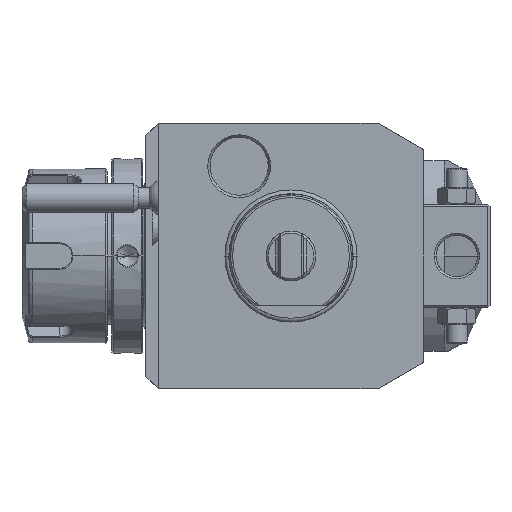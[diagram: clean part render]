
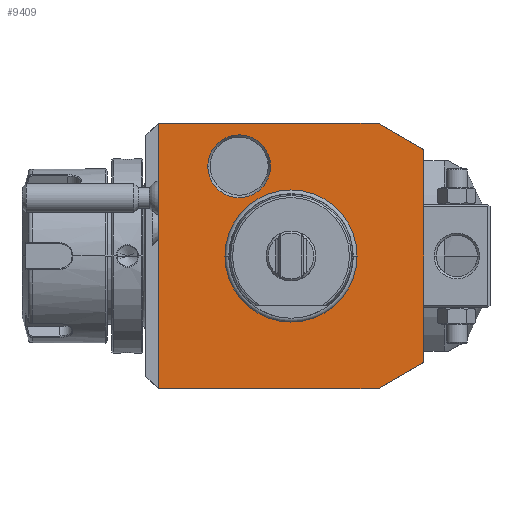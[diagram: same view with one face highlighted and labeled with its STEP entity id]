
A CAD part, front view. The second image highlights one B-rep face of the part: STEP entity #9409.
In plain terms, the highlighted planar face has unit normal (0, -1, 0).
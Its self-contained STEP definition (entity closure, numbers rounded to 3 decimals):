
#1=DIRECTION('',(0.866,0.,0.5));
#2=VECTOR('',#1,12.702);
#3=CARTESIAN_POINT('',(21.,0.,-32.));
#4=LINE('',#3,#2);
#5=DIRECTION('',(1.,0.,0.));
#6=VECTOR('',#5,53.);
#7=CARTESIAN_POINT('',(-32.,0.,-32.));
#8=LINE('',#7,#6);
#9=DIRECTION('',(0.,0.,-1.));
#10=VECTOR('',#9,64.);
#11=CARTESIAN_POINT('',(-32.,0.,32.));
#12=LINE('',#11,#10);
#13=DIRECTION('',(-1.,0.,0.));
#14=VECTOR('',#13,53.);
#15=CARTESIAN_POINT('',(21.,0.,32.));
#16=LINE('',#15,#14);
#17=DIRECTION('',(-0.866,0.,0.5));
#18=VECTOR('',#17,12.702);
#19=CARTESIAN_POINT('',(32.,0.,25.649));
#20=LINE('',#19,#18);
#21=DIRECTION('',(0.,0.,1.));
#22=VECTOR('',#21,51.298);
#23=CARTESIAN_POINT('',(32.,0.,-25.649));
#24=LINE('',#23,#22);
#25=CARTESIAN_POINT('',(-12.5,0.,21.651));
#26=DIRECTION('',(0.,1.,0.));
#27=DIRECTION('',(1.,0.,0.));
#28=AXIS2_PLACEMENT_3D('',#25,#26,#27);
#30=CARTESIAN_POINT('',(-12.5,0.,21.651));
#31=DIRECTION('',(0.,1.,0.));
#32=DIRECTION('',(-1.,0.,0.));
#33=AXIS2_PLACEMENT_3D('',#30,#31,#32);
#7129=CARTESIAN_POINT('',(0.,0.,0.));
#7130=DIRECTION('',(0.,-1.,0.));
#7131=DIRECTION('',(1.,0.,0.));
#7132=AXIS2_PLACEMENT_3D('',#7129,#7130,#7131);
#7134=CARTESIAN_POINT('',(0.,0.,0.));
#7135=DIRECTION('',(0.,-1.,0.));
#7136=DIRECTION('',(-1.,0.,0.));
#7137=AXIS2_PLACEMENT_3D('',#7134,#7135,#7136);
#8406=CARTESIAN_POINT('',(-4.923,0.,21.651));
#8407=CARTESIAN_POINT('',(-20.077,0.,21.651));
#8408=VERTEX_POINT('',#8406);
#8409=VERTEX_POINT('',#8407);
#9220=CARTESIAN_POINT('',(21.,0.,-32.));
#9221=CARTESIAN_POINT('',(32.,0.,-25.649));
#9222=VERTEX_POINT('',#9220);
#9223=VERTEX_POINT('',#9221);
#9224=CARTESIAN_POINT('',(32.,0.,25.649));
#9225=VERTEX_POINT('',#9224);
#9226=CARTESIAN_POINT('',(21.,0.,32.));
#9227=VERTEX_POINT('',#9226);
#9228=CARTESIAN_POINT('',(-32.,0.,32.));
#9229=VERTEX_POINT('',#9228);
#9230=CARTESIAN_POINT('',(-32.,0.,-32.));
#9231=VERTEX_POINT('',#9230);
#9252=CARTESIAN_POINT('',(15.783,0.,0.));
#9253=CARTESIAN_POINT('',(-15.783,0.,0.));
#9254=VERTEX_POINT('',#9252);
#9255=VERTEX_POINT('',#9253);
#9378=CARTESIAN_POINT('',(0.,0.,0.));
#9379=DIRECTION('',(0.,-1.,0.));
#9380=DIRECTION('',(-1.,0.,0.));
#9381=AXIS2_PLACEMENT_3D('',#9378,#9379,#9380);
#9382=PLANE('',#9381);
#9384=ORIENTED_EDGE('',*,*,#9383,.F.);
#9386=ORIENTED_EDGE('',*,*,#9385,.F.);
#9388=ORIENTED_EDGE('',*,*,#9387,.F.);
#9390=ORIENTED_EDGE('',*,*,#9389,.F.);
#9392=ORIENTED_EDGE('',*,*,#9391,.F.);
#9394=ORIENTED_EDGE('',*,*,#9393,.F.);
#9395=EDGE_LOOP('',(#9384,#9386,#9388,#9390,#9392,#9394));
#9396=FACE_OUTER_BOUND('',#9395,.F.);
#9398=ORIENTED_EDGE('',*,*,#9397,.T.);
#9400=ORIENTED_EDGE('',*,*,#9399,.T.);
#9401=EDGE_LOOP('',(#9398,#9400));
#9402=FACE_BOUND('',#9401,.F.);
#9404=ORIENTED_EDGE('',*,*,#9403,.F.);
#9406=ORIENTED_EDGE('',*,*,#9405,.F.);
#9407=EDGE_LOOP('',(#9404,#9406));
#9408=FACE_BOUND('',#9407,.F.);
#29=CIRCLE('',#28,7.577);
#34=CIRCLE('',#33,7.577);
#7133=CIRCLE('',#7132,15.783);
#7138=CIRCLE('',#7137,15.783);
#9383=EDGE_CURVE('',#9222,#9223,#4,.T.);
#9385=EDGE_CURVE('',#9231,#9222,#8,.T.);
#9387=EDGE_CURVE('',#9229,#9231,#12,.T.);
#9389=EDGE_CURVE('',#9227,#9229,#16,.T.);
#9391=EDGE_CURVE('',#9225,#9227,#20,.T.);
#9393=EDGE_CURVE('',#9223,#9225,#24,.T.);
#9397=EDGE_CURVE('',#9254,#9255,#7133,.T.);
#9399=EDGE_CURVE('',#9255,#9254,#7138,.T.);
#9403=EDGE_CURVE('',#8408,#8409,#29,.T.);
#9405=EDGE_CURVE('',#8409,#8408,#34,.T.);
#9409=ADVANCED_FACE('',(#9396,#9402,#9408),#9382,.T.);
